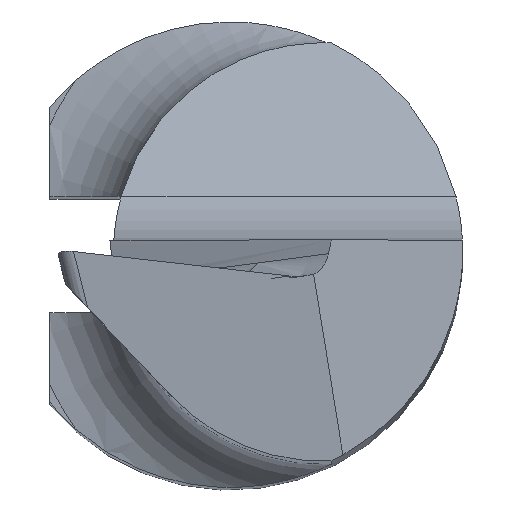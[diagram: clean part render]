
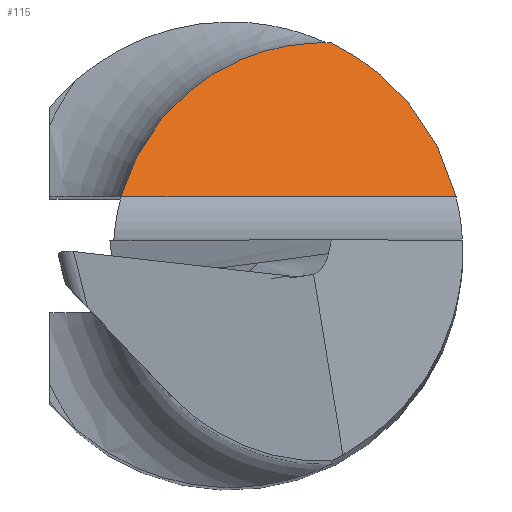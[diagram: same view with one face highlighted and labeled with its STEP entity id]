
A CAD part, top view. The second image highlights one B-rep face of the part: STEP entity #115.
In plain terms, the highlighted planar face has unit normal (0, 0.766, 0.643).
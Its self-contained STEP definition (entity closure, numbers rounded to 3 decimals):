
#2 = CARTESIAN_POINT ( 'NONE',  ( 1.799, 1.064, 25.878 ) ) ;
#5 = CARTESIAN_POINT ( 'NONE',  ( 1.943, 0.474, 26.581 ) ) ;
#73 = VERTEX_POINT ( 'NONE', #5 ) ;
#112 = CARTESIAN_POINT ( 'NONE',  ( 0.872, 1.8, 25.001 ) ) ;
#115 = ADVANCED_FACE ( 'NONE', ( #1190 ), #824, .F. ) ;
#159 = LINE ( 'NONE', #435, #1033 ) ;
#163 = CARTESIAN_POINT ( 'NONE',  ( -0.936, 0.474, 26.581 ) ) ;
#183 = VERTEX_POINT ( 'NONE', #163 ) ;
#215 = CARTESIAN_POINT ( 'NONE',  ( 1.418, 1.536, 25.316 ) ) ;
#329 = CARTESIAN_POINT ( 'NONE',  ( 0.872, 1.8, 25.001 ) ) ;
#392 = EDGE_CURVE ( 'NONE', #73, #897, #1052, .T. ) ;
#422 = CARTESIAN_POINT ( 'NONE',  ( 2., 0.474, 26.581 ) ) ;
#435 = CARTESIAN_POINT ( 'NONE',  ( 2., 0.474, 26.581 ) ) ;
#450 =( BOUNDED_CURVE ( )  B_SPLINE_CURVE ( 3, ( #627, #527, #735, #329 ),
 .UNSPECIFIED., .F., .T. ) 
 B_SPLINE_CURVE_WITH_KNOTS ( ( 4, 4 ),
 ( 4.979, 6.322 ),
 .UNSPECIFIED. ) 
 CURVE ( )  GEOMETRIC_REPRESENTATION_ITEM ( )  RATIONAL_B_SPLINE_CURVE ( ( 1., 0.855, 0.855, 1. ) ) 
 REPRESENTATION_ITEM ( '' )  );
#527 = CARTESIAN_POINT ( 'NONE',  ( -0.706, 1.317, 25.576 ) ) ;
#541 = EDGE_LOOP ( 'NONE', ( #720, #1001, #1067 ) ) ;
#599 = EDGE_CURVE ( 'NONE', #183, #897, #450, .T. ) ;
#617 = DIRECTION ( 'NONE',  ( 0., 0.643, -0.766 ) ) ;
#626 = DIRECTION ( 'NONE',  ( -1., 0., 0. ) ) ;
#627 = CARTESIAN_POINT ( 'NONE',  ( -0.936, 0.474, 26.581 ) ) ;
#720 = ORIENTED_EDGE ( 'NONE', *, *, #998, .F. ) ;
#735 = CARTESIAN_POINT ( 'NONE',  ( -0.001, 1.834, 24.96 ) ) ;
#776 = AXIS2_PLACEMENT_3D ( 'NONE', #422, #918, #617 ) ;
#824 = PLANE ( 'NONE',  #776 ) ;
#867 = CARTESIAN_POINT ( 'NONE',  ( 1.943, 0.474, 26.581 ) ) ;
#897 = VERTEX_POINT ( 'NONE', #1196 ) ;
#918 = DIRECTION ( 'NONE',  ( 0., -0.766, -0.643 ) ) ;
#998 = EDGE_CURVE ( 'NONE', #73, #183, #159, .T. ) ;
#1001 = ORIENTED_EDGE ( 'NONE', *, *, #392, .T. ) ;
#1033 = VECTOR ( 'NONE', #626, 1000. ) ;
#1052 =( BOUNDED_CURVE ( )  B_SPLINE_CURVE ( 3, ( #867, #2, #215, #112 ),
 .UNSPECIFIED., .F., .T. ) 
 B_SPLINE_CURVE_WITH_KNOTS ( ( 4, 4 ),
 ( 4.952, 5.832 ),
 .UNSPECIFIED. ) 
 CURVE ( )  GEOMETRIC_REPRESENTATION_ITEM ( )  RATIONAL_B_SPLINE_CURVE ( ( 1., 0.936, 0.936, 1. ) ) 
 REPRESENTATION_ITEM ( '' )  );
#1067 = ORIENTED_EDGE ( 'NONE', *, *, #599, .F. ) ;
#1190 = FACE_OUTER_BOUND ( 'NONE', #541, .T. ) ;
#1196 = CARTESIAN_POINT ( 'NONE',  ( 0.872, 1.8, 25.001 ) ) ;
